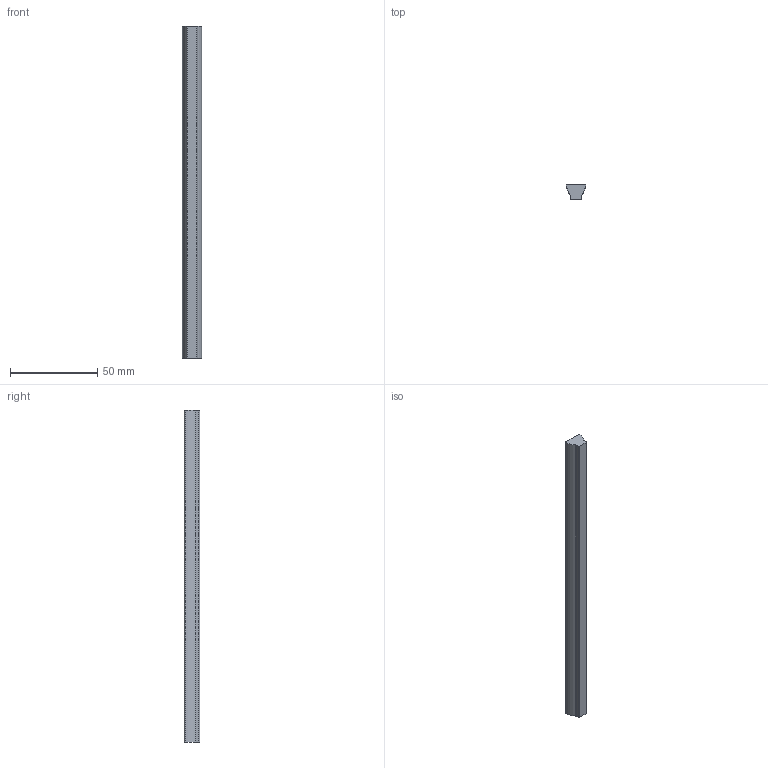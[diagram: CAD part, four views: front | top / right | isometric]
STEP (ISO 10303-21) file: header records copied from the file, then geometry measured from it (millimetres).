
FILE_DESCRIPTION (( 'STEP AP214' ), '1' );
FILE_NAME ('60052.STEP', '2017-02-08T21:00:09', ( 'Mike W' ), ( '' ), 'SwSTEP 2.0', 'SolidWorks 2017', '' );
FILE_SCHEMA (( 'AUTOMOTIVE_DESIGN' ));
Length unit declared in the file: millimetre
Products named in the file (1): 60052
Bounding box: 11.06 x 8.74 x 190.5 mm (x, y, z)
Volume: 14474.3 mm3; surface area: 6884.9 mm2
Topology: 1 solids, 1 shells, 15 faces, 39 edges, 26 vertices
Faces by surface type: cylinder 9, plane 6
Entity records: 505 total; most frequent: DIRECTION 89, CARTESIAN_POINT 81, ORIENTED_EDGE 78, EDGE_CURVE 39, AXIS2_PLACEMENT_3D 34, VERTEX_POINT 26, LINE 21, VECTOR 21
